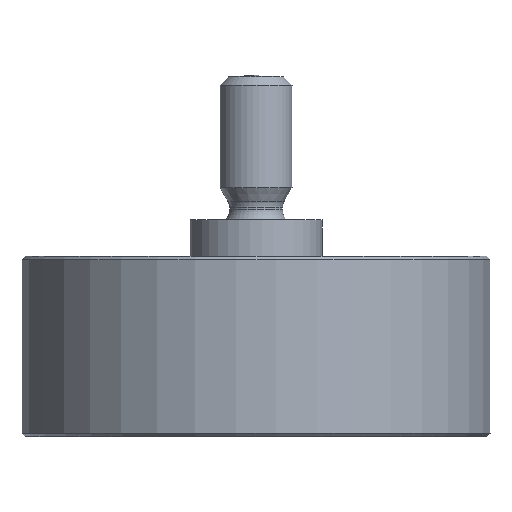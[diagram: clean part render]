
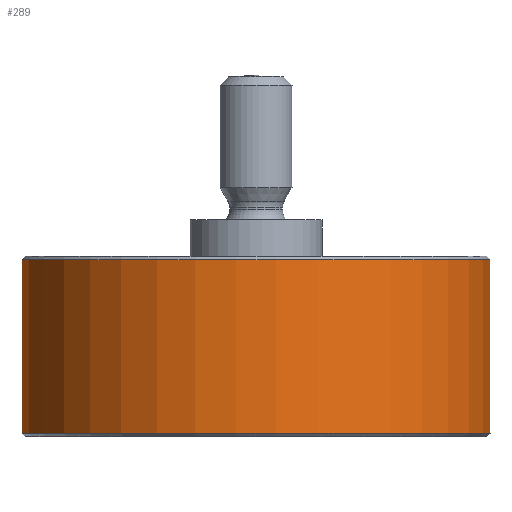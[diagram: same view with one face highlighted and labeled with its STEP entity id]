
A CAD part, front view. The second image highlights one B-rep face of the part: STEP entity #289.
In plain terms, the highlighted cylindrical face has radius 19.5 mm (diameter 39 mm), a full revolution.
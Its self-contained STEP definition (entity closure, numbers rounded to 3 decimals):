
#289 = ADVANCED_FACE( '', ( #693, #694, #695 ), #696, .T. );
#693 = FACE_OUTER_BOUND( '', #1259, .T. );
#694 = FACE_OUTER_BOUND( '', #1260, .T. );
#695 = FACE_BOUND( '', #1261, .T. );
#696 = CYLINDRICAL_SURFACE( '', #1262, 19.5 );
#1259 = EDGE_LOOP( '', ( #1913 ) );
#1260 = EDGE_LOOP( '', ( #1914 ) );
#1261 = EDGE_LOOP( '', ( #1915 ) );
#1262 = AXIS2_PLACEMENT_3D( '', #1916, #1917, #1918 );
#1913 = ORIENTED_EDGE( '', *, *, #2262, .T. );
#1914 = ORIENTED_EDGE( '', *, *, #2245, .T. );
#1915 = ORIENTED_EDGE( '', *, *, #2291, .F. );
#1916 = CARTESIAN_POINT( '', ( 0., 0., 13.5 ) );
#1917 = DIRECTION( '', ( 0., 0., -1. ) );
#1918 = DIRECTION( '', ( 0.707, -0.707, 0. ) );
#2245 = EDGE_CURVE( '', #2381, #2381, #2382, .F. );
#2262 = EDGE_CURVE( '', #2406, #2406, #2407, .F. );
#2291 = EDGE_CURVE( '', #2446, #2446, #2447, .T. );
#2381 = VERTEX_POINT( '', #2538 );
#2382 = CIRCLE( '', #2539, 19.5 );
#2406 = VERTEX_POINT( '', #2563 );
#2407 = CIRCLE( '', #2564, 19.5 );
#2446 = VERTEX_POINT( '', #2603 );
#2447 = B_SPLINE_CURVE_WITH_KNOTS( '', 3, ( #2604, #2605, #2606, #2607, #2608, #2609, #2610, #2611, #2612, #2613, #2614, #2615, #2616, #2617, #2618, #2619, #2620, #2621, #2622, #2623, #2624, #2625, #2626, #2627, #2628, #2629, #2630, #2631, #2632, #2633, #2634, #2635, #2636, #2637, #2638, #2639, #2640, #2641, #2642, #2643, #2644, #2645, #2646, #2647, #2648, #2649, #2650, #2651, #2652, #2653, #2654, #2655, #2656, #2657, #2658, #2659, #2660, #2661, #2662, #2663, #2664, #2665, #2666, #2667, #2668, #2669 ), .UNSPECIFIED., .T., .F., ( 2, 2, 2, 2, 2, 2, 2, 2, 2, 2, 2, 2, 2, 2, 2, 2, 2, 2, 2, 2, 2, 2, 2, 2, 2, 2, 2, 2, 2, 2, 2, 2, 2, 2, 2 ), ( -0.001, 0., 0.001, 0.002, 0.002, 0.003, 0.004, 0.005, 0.005, 0.006, 0.007, 0.008, 0.009, 0.009, 0.01, 0.011, 0.012, 0.013, 0.013, 0.014, 0.015, 0.016, 0.016, 0.017, 0.018, 0.019, 0.02, 0.02, 0.021, 0.022, 0.023, 0.024, 0.024, 0.025, 0.026 ), .UNSPECIFIED. );
#2538 = CARTESIAN_POINT( '', ( 13.789, -13.789, 14.7 ) );
#2539 = AXIS2_PLACEMENT_3D( '', #2757, #2758, #2759 );
#2563 = CARTESIAN_POINT( '', ( -13.789, 13.789, 0.3 ) );
#2564 = AXIS2_PLACEMENT_3D( '', #2781, #2782, #2783 );
#2603 = CARTESIAN_POINT( '', ( 0., 19.5, 11.5 ) );
#2604 = CARTESIAN_POINT( '', ( -0.265, 19.5, 11.5 ) );
#2605 = CARTESIAN_POINT( '', ( 0.265, 19.5, 11.5 ) );
#2606 = CARTESIAN_POINT( '', ( 0.525, 19.495, 11.474 ) );
#2607 = CARTESIAN_POINT( '', ( 1.038, 19.474, 11.372 ) );
#2608 = CARTESIAN_POINT( '', ( 1.292, 19.459, 11.295 ) );
#2609 = CARTESIAN_POINT( '', ( 1.776, 19.42, 11.094 ) );
#2610 = CARTESIAN_POINT( '', ( 2.006, 19.398, 10.971 ) );
#2611 = CARTESIAN_POINT( '', ( 2.44, 19.348, 10.68 ) );
#2612 = CARTESIAN_POINT( '', ( 2.645, 19.321, 10.512 ) );
#2613 = CARTESIAN_POINT( '', ( 3.013, 19.267, 10.144 ) );
#2614 = CARTESIAN_POINT( '', ( 3.178, 19.24, 9.943 ) );
#2615 = CARTESIAN_POINT( '', ( 3.471, 19.189, 9.506 ) );
#2616 = CARTESIAN_POINT( '', ( 3.594, 19.166, 9.274 ) );
#2617 = CARTESIAN_POINT( '', ( 3.794, 19.128, 8.793 ) );
#2618 = CARTESIAN_POINT( '', ( 3.871, 19.112, 8.541 ) );
#2619 = CARTESIAN_POINT( '', ( 3.974, 19.091, 8.024 ) );
#2620 = CARTESIAN_POINT( '', ( 4., 19.085, 7.764 ) );
#2621 = CARTESIAN_POINT( '', ( 4., 19.085, 7.241 ) );
#2622 = CARTESIAN_POINT( '', ( 3.974, 19.091, 6.975 ) );
#2623 = CARTESIAN_POINT( '', ( 3.872, 19.112, 6.461 ) );
#2624 = CARTESIAN_POINT( '', ( 3.796, 19.127, 6.212 ) );
#2625 = CARTESIAN_POINT( '', ( 3.595, 19.166, 5.727 ) );
#2626 = CARTESIAN_POINT( '', ( 3.47, 19.189, 5.493 ) );
#2627 = CARTESIAN_POINT( '', ( 3.181, 19.239, 5.061 ) );
#2628 = CARTESIAN_POINT( '', ( 3.015, 19.266, 4.858 ) );
#2629 = CARTESIAN_POINT( '', ( 2.643, 19.321, 4.486 ) );
#2630 = CARTESIAN_POINT( '', ( 2.442, 19.348, 4.321 ) );
#2631 = CARTESIAN_POINT( '', ( 2.01, 19.397, 4.032 ) );
#2632 = CARTESIAN_POINT( '', ( 1.775, 19.421, 3.906 ) );
#2633 = CARTESIAN_POINT( '', ( 1.292, 19.459, 3.705 ) );
#2634 = CARTESIAN_POINT( '', ( 1.043, 19.474, 3.629 ) );
#2635 = CARTESIAN_POINT( '', ( 0.529, 19.495, 3.526 ) );
#2636 = CARTESIAN_POINT( '', ( 0.263, 19.5, 3.5 ) );
#2637 = CARTESIAN_POINT( '', ( -0.26, 19.5, 3.5 ) );
#2638 = CARTESIAN_POINT( '', ( -0.52, 19.495, 3.525 ) );
#2639 = CARTESIAN_POINT( '', ( -1.039, 19.474, 3.628 ) );
#2640 = CARTESIAN_POINT( '', ( -1.29, 19.459, 3.705 ) );
#2641 = CARTESIAN_POINT( '', ( -1.771, 19.421, 3.904 ) );
#2642 = CARTESIAN_POINT( '', ( -2.005, 19.398, 4.029 ) );
#2643 = CARTESIAN_POINT( '', ( -2.441, 19.348, 4.32 ) );
#2644 = CARTESIAN_POINT( '', ( -2.641, 19.321, 4.485 ) );
#2645 = CARTESIAN_POINT( '', ( -3.011, 19.267, 4.853 ) );
#2646 = CARTESIAN_POINT( '', ( -3.179, 19.24, 5.059 ) );
#2647 = CARTESIAN_POINT( '', ( -3.469, 19.19, 5.491 ) );
#2648 = CARTESIAN_POINT( '', ( -3.592, 19.167, 5.721 ) );
#2649 = CARTESIAN_POINT( '', ( -3.794, 19.128, 6.206 ) );
#2650 = CARTESIAN_POINT( '', ( -3.871, 19.112, 6.459 ) );
#2651 = CARTESIAN_POINT( '', ( -3.973, 19.091, 6.971 ) );
#2652 = CARTESIAN_POINT( '', ( -4., 19.085, 7.233 ) );
#2653 = CARTESIAN_POINT( '', ( -4., 19.085, 7.761 ) );
#2654 = CARTESIAN_POINT( '', ( -3.974, 19.091, 8.022 ) );
#2655 = CARTESIAN_POINT( '', ( -3.873, 19.112, 8.534 ) );
#2656 = CARTESIAN_POINT( '', ( -3.795, 19.127, 8.789 ) );
#2657 = CARTESIAN_POINT( '', ( -3.595, 19.166, 9.273 ) );
#2658 = CARTESIAN_POINT( '', ( -3.473, 19.189, 9.502 ) );
#2659 = CARTESIAN_POINT( '', ( -3.182, 19.239, 9.938 ) );
#2660 = CARTESIAN_POINT( '', ( -3.014, 19.267, 10.142 ) );
#2661 = CARTESIAN_POINT( '', ( -2.647, 19.32, 10.51 ) );
#2662 = CARTESIAN_POINT( '', ( -2.445, 19.347, 10.676 ) );
#2663 = CARTESIAN_POINT( '', ( -2.008, 19.398, 10.97 ) );
#2664 = CARTESIAN_POINT( '', ( -1.778, 19.42, 11.093 ) );
#2665 = CARTESIAN_POINT( '', ( -1.297, 19.458, 11.293 ) );
#2666 = CARTESIAN_POINT( '', ( -1.043, 19.474, 11.371 ) );
#2667 = CARTESIAN_POINT( '', ( -0.527, 19.495, 11.474 ) );
#2668 = CARTESIAN_POINT( '', ( -0.265, 19.5, 11.5 ) );
#2669 = CARTESIAN_POINT( '', ( 0.265, 19.5, 11.5 ) );
#2757 = CARTESIAN_POINT( '', ( 0., 0., 14.7 ) );
#2758 = DIRECTION( '', ( 0., 0., 1. ) );
#2759 = DIRECTION( '', ( 0.707, -0.707, 0. ) );
#2781 = CARTESIAN_POINT( '', ( 0., 0., 0.3 ) );
#2782 = DIRECTION( '', ( 0., 0., -1. ) );
#2783 = DIRECTION( '', ( -0.707, 0.707, 0. ) );
